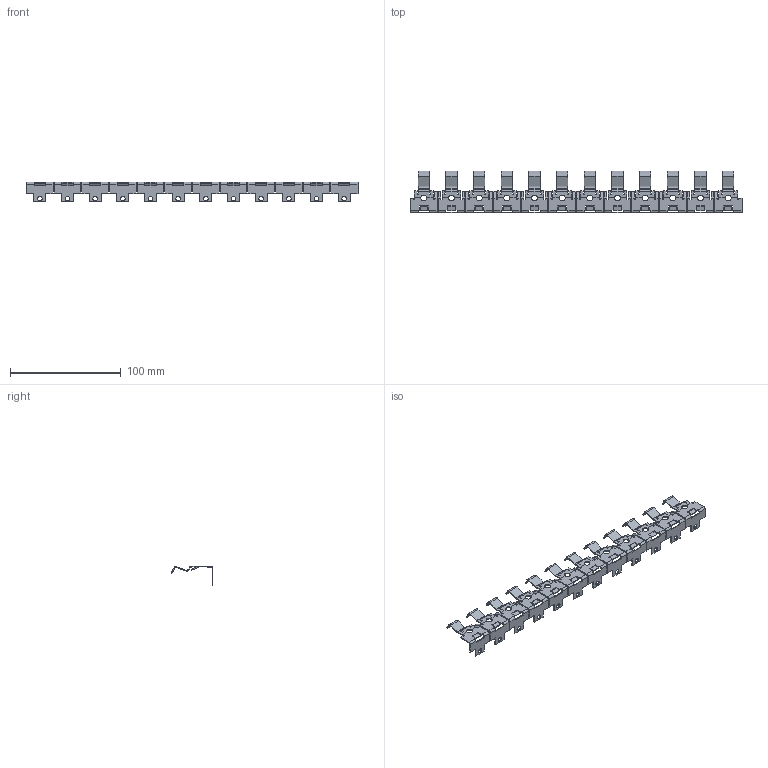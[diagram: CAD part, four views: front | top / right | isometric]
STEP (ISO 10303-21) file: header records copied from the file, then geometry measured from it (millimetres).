
FILE_DESCRIPTION((''),'2;1');
FILE_NAME('674293-01-K01','2009-12-16T',('ch5084'),(''),'PRO/ENGINEER BY PARAMETRIC TECHNOLOGY CORPORATION, 2008230','PRO/ENGINEER BY PARAMETRIC TECHNOLOGY CORPORATION, 2008230','');
FILE_SCHEMA(('CONFIG_CONTROL_DESIGN'));
Length unit declared in the file: millimetre
Products named in the file (1): 674293-01-K01
Bounding box: 300 x 37.89 x 18 mm (x, y, z)
Volume: 8684.9 mm3; surface area: 24435.4 mm2
Topology: 1 solids, 1 shells, 1300 faces, 3352 edges, 1984 vertices
Faces by surface type: plane 1016, cylinder 284
Entity records: 48639 total; most frequent: ORIENTED_EDGE 6704, CARTESIAN_POINT 6636, DIRECTION 6520, PRESENTATION_STYLE_ASSIGNMENT 3353, STYLED_ITEM 3353, CURVE_STYLE 3352, EDGE_CURVE 3352, VECTOR 2784
